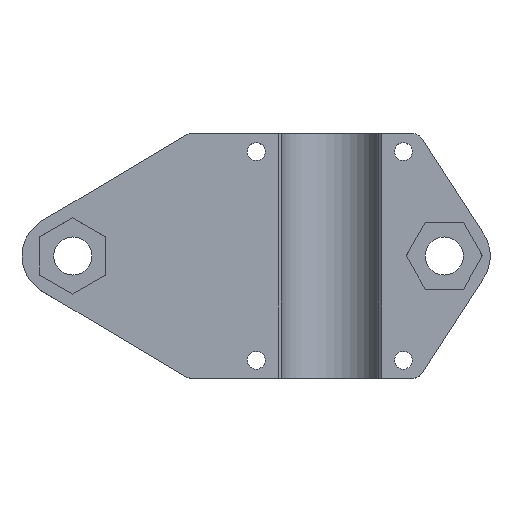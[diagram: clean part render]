
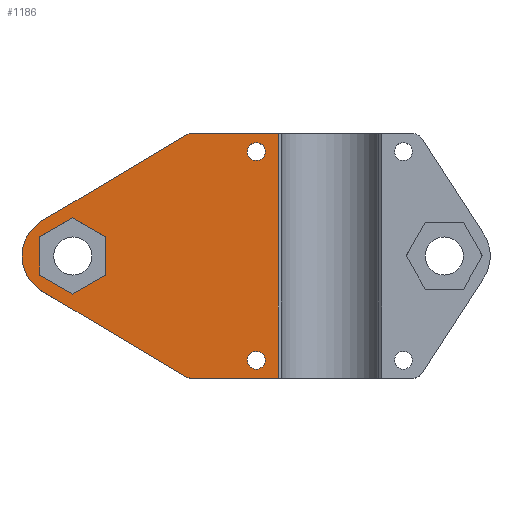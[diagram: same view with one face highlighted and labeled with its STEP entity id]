
A CAD part, top view. The second image highlights one B-rep face of the part: STEP entity #1186.
In plain terms, the highlighted planar face has unit normal (0, 0, 1).
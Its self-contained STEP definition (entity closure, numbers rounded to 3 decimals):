
#578=CARTESIAN_POINT('Axis2P3D Location',(-14.45,20.5,11.5)) ;
#582=CARTESIAN_POINT('Vertex',(-16.2,20.5,11.5)) ;
#584=CARTESIAN_POINT('Vertex',(-12.7,20.5,11.5)) ;
#604=CARTESIAN_POINT('Axis2P3D Location',(-14.45,20.5,11.5)) ;
#664=CARTESIAN_POINT('Axis2P3D Location',(-14.45,-20.5,11.5)) ;
#668=CARTESIAN_POINT('Vertex',(-16.2,-20.5,11.5)) ;
#670=CARTESIAN_POINT('Vertex',(-12.7,-20.5,11.5)) ;
#690=CARTESIAN_POINT('Axis2P3D Location',(-14.45,-20.5,11.5)) ;
#785=CARTESIAN_POINT('Vertex',(-10.168,24.,11.5)) ;
#804=CARTESIAN_POINT('Vertex',(-27.349,24.,11.5)) ;
#807=CARTESIAN_POINT('Line Origine',(-18.758,24.,11.5)) ;
#856=CARTESIAN_POINT('Vertex',(-28.374,23.717,11.5)) ;
#859=CARTESIAN_POINT('Axis2P3D Location',(-27.349,22.,11.5)) ;
#880=CARTESIAN_POINT('Vertex',(-56.6,6.869,11.5)) ;
#883=CARTESIAN_POINT('Line Origine',(-42.487,15.293,11.5)) ;
#931=CARTESIAN_POINT('Line Origine',(-18.758,-24.,11.5)) ;
#935=CARTESIAN_POINT('Vertex',(-10.168,-24.,11.5)) ;
#937=CARTESIAN_POINT('Vertex',(-27.349,-24.,11.5)) ;
#1006=CARTESIAN_POINT('Vertex',(-28.374,-23.717,11.5)) ;
#1009=CARTESIAN_POINT('Axis2P3D Location',(-27.349,-22.,11.5)) ;
#1030=CARTESIAN_POINT('Vertex',(-56.6,-6.869,11.5)) ;
#1033=CARTESIAN_POINT('Line Origine',(-42.487,-15.293,11.5)) ;
#1067=CARTESIAN_POINT('Line Origine',(-10.168,0.,11.5)) ;
#1101=CARTESIAN_POINT('Axis2P3D Location',(-52.5,0.,11.5)) ;
#1113=CARTESIAN_POINT('Axis2P3D Location',(0.,0.,11.5)) ;
#1128=CARTESIAN_POINT('Line Origine',(-53.75,5.629,11.5)) ;
#1132=CARTESIAN_POINT('Vertex',(-50.5,7.506,11.5)) ;
#1134=CARTESIAN_POINT('Vertex',(-57.,3.753,11.5)) ;
#1137=CARTESIAN_POINT('Line Origine',(-47.25,5.629,11.5)) ;
#1141=CARTESIAN_POINT('Vertex',(-44.,3.753,11.5)) ;
#1144=CARTESIAN_POINT('Line Origine',(-44.,0.,11.5)) ;
#1148=CARTESIAN_POINT('Vertex',(-44.,-3.753,11.5)) ;
#1151=CARTESIAN_POINT('Line Origine',(-47.25,-5.629,11.5)) ;
#1155=CARTESIAN_POINT('Vertex',(-50.5,-7.506,11.5)) ;
#1158=CARTESIAN_POINT('Line Origine',(-53.75,-5.629,11.5)) ;
#1162=CARTESIAN_POINT('Vertex',(-57.,-3.753,11.5)) ;
#1165=CARTESIAN_POINT('Line Origine',(-57.,0.,11.5)) ;
#579=DIRECTION('Axis2P3D Direction',(0.,0.,1.)) ;
#605=DIRECTION('Axis2P3D Direction',(0.,0.,1.)) ;
#665=DIRECTION('Axis2P3D Direction',(0.,0.,1.)) ;
#691=DIRECTION('Axis2P3D Direction',(0.,0.,1.)) ;
#808=DIRECTION('Vector Direction',(-1.,0.,0.)) ;
#860=DIRECTION('Axis2P3D Direction',(0.,0.,1.)) ;
#884=DIRECTION('Vector Direction',(-0.859,-0.513,0.)) ;
#932=DIRECTION('Vector Direction',(-1.,0.,0.)) ;
#1010=DIRECTION('Axis2P3D Direction',(0.,0.,1.)) ;
#1034=DIRECTION('Vector Direction',(0.859,-0.513,0.)) ;
#1068=DIRECTION('Vector Direction',(0.,-1.,0.)) ;
#1102=DIRECTION('Axis2P3D Direction',(0.,0.,1.)) ;
#1114=DIRECTION('Axis2P3D Direction',(0.,0.,1.)) ;
#1115=DIRECTION('Axis2P3D XDirection',(1.,0.,0.)) ;
#1129=DIRECTION('Vector Direction',(-0.866,-0.5,0.)) ;
#1138=DIRECTION('Vector Direction',(-0.866,0.5,0.)) ;
#1145=DIRECTION('Vector Direction',(0.,1.,0.)) ;
#1152=DIRECTION('Vector Direction',(0.866,0.5,0.)) ;
#1159=DIRECTION('Vector Direction',(0.866,-0.5,0.)) ;
#1166=DIRECTION('Vector Direction',(0.,-1.,0.)) ;
#580=AXIS2_PLACEMENT_3D('Circle Axis2P3D',#578,#579,$) ;
#606=AXIS2_PLACEMENT_3D('Circle Axis2P3D',#604,#605,$) ;
#666=AXIS2_PLACEMENT_3D('Circle Axis2P3D',#664,#665,$) ;
#692=AXIS2_PLACEMENT_3D('Circle Axis2P3D',#690,#691,$) ;
#861=AXIS2_PLACEMENT_3D('Circle Axis2P3D',#859,#860,$) ;
#1011=AXIS2_PLACEMENT_3D('Circle Axis2P3D',#1009,#1010,$) ;
#1103=AXIS2_PLACEMENT_3D('Circle Axis2P3D',#1101,#1102,$) ;
#1116=AXIS2_PLACEMENT_3D('Plane Axis2P3D',#1113,#1114,#1115) ;
#1119=ORIENTED_EDGE('',*,*,#863,.T.) ;
#1120=ORIENTED_EDGE('',*,*,#887,.T.) ;
#1121=ORIENTED_EDGE('',*,*,#1105,.T.) ;
#1122=ORIENTED_EDGE('',*,*,#1037,.T.) ;
#1123=ORIENTED_EDGE('',*,*,#1013,.T.) ;
#1124=ORIENTED_EDGE('',*,*,#939,.F.) ;
#1125=ORIENTED_EDGE('',*,*,#1071,.F.) ;
#1126=ORIENTED_EDGE('',*,*,#811,.T.) ;
#1171=ORIENTED_EDGE('',*,*,#1136,.F.) ;
#1172=ORIENTED_EDGE('',*,*,#1143,.F.) ;
#1173=ORIENTED_EDGE('',*,*,#1150,.F.) ;
#1174=ORIENTED_EDGE('',*,*,#1157,.F.) ;
#1175=ORIENTED_EDGE('',*,*,#1164,.F.) ;
#1176=ORIENTED_EDGE('',*,*,#1169,.F.) ;
#1179=ORIENTED_EDGE('',*,*,#694,.F.) ;
#1180=ORIENTED_EDGE('',*,*,#672,.F.) ;
#1183=ORIENTED_EDGE('',*,*,#608,.F.) ;
#1184=ORIENTED_EDGE('',*,*,#586,.F.) ;
#1177=FACE_BOUND('',#1170,.T.) ;
#1181=FACE_BOUND('',#1178,.T.) ;
#1185=FACE_BOUND('',#1182,.T.) ;
#809=VECTOR('Line Direction',#808,1.) ;
#885=VECTOR('Line Direction',#884,1.) ;
#933=VECTOR('Line Direction',#932,1.) ;
#1035=VECTOR('Line Direction',#1034,1.) ;
#1069=VECTOR('Line Direction',#1068,1.) ;
#1130=VECTOR('Line Direction',#1129,1.) ;
#1139=VECTOR('Line Direction',#1138,1.) ;
#1146=VECTOR('Line Direction',#1145,1.) ;
#1153=VECTOR('Line Direction',#1152,1.) ;
#1160=VECTOR('Line Direction',#1159,1.) ;
#1167=VECTOR('Line Direction',#1166,1.) ;
#1186=ADVANCED_FACE('Corps principal',(#1127,#1177,#1181,#1185),#1117,.T.) ;
#581=CIRCLE('generated circle',#580,1.75) ;
#607=CIRCLE('generated circle',#606,1.75) ;
#667=CIRCLE('generated circle',#666,1.75) ;
#693=CIRCLE('generated circle',#692,1.75) ;
#862=CIRCLE('generated circle',#861,2.) ;
#1012=CIRCLE('generated circle',#1011,2.) ;
#1104=CIRCLE('generated circle',#1103,8.) ;
#586=EDGE_CURVE('',#583,#585,#581,.T.) ;
#608=EDGE_CURVE('',#585,#583,#607,.T.) ;
#672=EDGE_CURVE('',#669,#671,#667,.T.) ;
#694=EDGE_CURVE('',#671,#669,#693,.T.) ;
#811=EDGE_CURVE('',#786,#805,#810,.T.) ;
#863=EDGE_CURVE('',#805,#857,#862,.T.) ;
#887=EDGE_CURVE('',#857,#881,#886,.T.) ;
#939=EDGE_CURVE('',#936,#938,#934,.T.) ;
#1013=EDGE_CURVE('',#1007,#938,#1012,.T.) ;
#1037=EDGE_CURVE('',#1031,#1007,#1036,.T.) ;
#1071=EDGE_CURVE('',#786,#936,#1070,.T.) ;
#1105=EDGE_CURVE('',#881,#1031,#1104,.T.) ;
#1136=EDGE_CURVE('',#1133,#1135,#1131,.T.) ;
#1143=EDGE_CURVE('',#1142,#1133,#1140,.T.) ;
#1150=EDGE_CURVE('',#1149,#1142,#1147,.T.) ;
#1157=EDGE_CURVE('',#1156,#1149,#1154,.T.) ;
#1164=EDGE_CURVE('',#1163,#1156,#1161,.T.) ;
#1169=EDGE_CURVE('',#1135,#1163,#1168,.T.) ;
#1118=EDGE_LOOP('',(#1119,#1120,#1121,#1122,#1123,#1124,#1125,#1126)) ;
#1170=EDGE_LOOP('',(#1171,#1172,#1173,#1174,#1175,#1176)) ;
#1178=EDGE_LOOP('',(#1179,#1180)) ;
#1182=EDGE_LOOP('',(#1183,#1184)) ;
#1127=FACE_OUTER_BOUND('',#1118,.T.) ;
#810=LINE('Line',#807,#809) ;
#886=LINE('Line',#883,#885) ;
#934=LINE('Line',#931,#933) ;
#1036=LINE('Line',#1033,#1035) ;
#1070=LINE('Line',#1067,#1069) ;
#1131=LINE('Line',#1128,#1130) ;
#1140=LINE('Line',#1137,#1139) ;
#1147=LINE('Line',#1144,#1146) ;
#1154=LINE('Line',#1151,#1153) ;
#1161=LINE('Line',#1158,#1160) ;
#1168=LINE('Line',#1165,#1167) ;
#1117=PLANE('',#1116) ;
#583=VERTEX_POINT('',#582) ;
#585=VERTEX_POINT('',#584) ;
#669=VERTEX_POINT('',#668) ;
#671=VERTEX_POINT('',#670) ;
#786=VERTEX_POINT('',#785) ;
#805=VERTEX_POINT('',#804) ;
#857=VERTEX_POINT('',#856) ;
#881=VERTEX_POINT('',#880) ;
#936=VERTEX_POINT('',#935) ;
#938=VERTEX_POINT('',#937) ;
#1007=VERTEX_POINT('',#1006) ;
#1031=VERTEX_POINT('',#1030) ;
#1133=VERTEX_POINT('',#1132) ;
#1135=VERTEX_POINT('',#1134) ;
#1142=VERTEX_POINT('',#1141) ;
#1149=VERTEX_POINT('',#1148) ;
#1156=VERTEX_POINT('',#1155) ;
#1163=VERTEX_POINT('',#1162) ;
